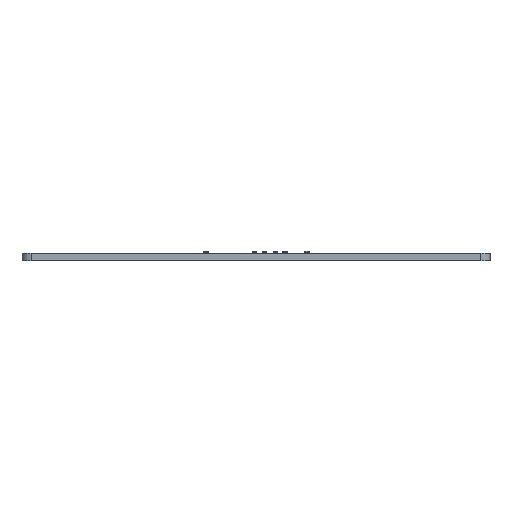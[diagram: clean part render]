
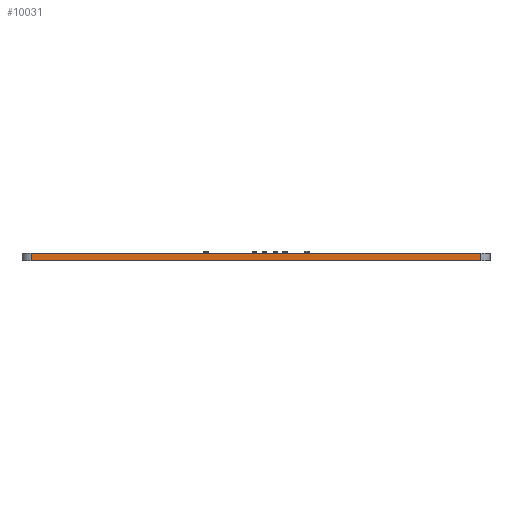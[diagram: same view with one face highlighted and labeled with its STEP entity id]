
A CAD part, left-side view. The second image highlights one B-rep face of the part: STEP entity #10031.
In plain terms, the highlighted planar face has unit normal (-1, 0, 0).
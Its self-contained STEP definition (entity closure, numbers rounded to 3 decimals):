
#1718 = PLANE('',#1719);
#1719 = AXIS2_PLACEMENT_3D('',#1720,#1721,#1722);
#1720 = CARTESIAN_POINT('',(200.,-138.833,1.6));
#1721 = DIRECTION('',(-0.,-0.,-1.));
#1722 = DIRECTION('',(-1.,0.,0.));
#1772 = PLANE('',#1773);
#1773 = AXIS2_PLACEMENT_3D('',#1774,#1775,#1776);
#1774 = CARTESIAN_POINT('',(200.,-138.833,0.));
#1775 = DIRECTION('',(-0.,-0.,-1.));
#1776 = DIRECTION('',(-1.,0.,0.));
#3020 = VERTEX_POINT('',#3021);
#3021 = CARTESIAN_POINT('',(150.,-198.,0.));
#3040 = CYLINDRICAL_SURFACE('',#3041,2.);
#3041 = AXIS2_PLACEMENT_3D('',#3042,#3043,#3044);
#3042 = CARTESIAN_POINT('',(152.,-198.,0.));
#3043 = DIRECTION('',(-0.,-0.,-1.));
#3044 = DIRECTION('',(1.,0.,-0.));
#3052 = EDGE_CURVE('',#3020,#3053,#3055,.T.);
#3053 = VERTEX_POINT('',#3054);
#3054 = CARTESIAN_POINT('',(150.,-102.,0.));
#3055 = SURFACE_CURVE('',#3056,(#3060,#3067),.PCURVE_S1.);
#3056 = LINE('',#3057,#3058);
#3057 = CARTESIAN_POINT('',(150.,-198.,0.));
#3058 = VECTOR('',#3059,1.);
#3059 = DIRECTION('',(0.,1.,0.));
#3060 = PCURVE('',#1772,#3061);
#3061 = DEFINITIONAL_REPRESENTATION('',(#3062),#3066);
#3062 = LINE('',#3063,#3064);
#3063 = CARTESIAN_POINT('',(50.,-59.167));
#3064 = VECTOR('',#3065,1.);
#3065 = DIRECTION('',(0.,1.));
#3066 = ( GEOMETRIC_REPRESENTATION_CONTEXT(2) 
PARAMETRIC_REPRESENTATION_CONTEXT() REPRESENTATION_CONTEXT('2D SPACE',''
  ) );
#3067 = PCURVE('',#3068,#3073);
#3068 = PLANE('',#3069);
#3069 = AXIS2_PLACEMENT_3D('',#3070,#3071,#3072);
#3070 = CARTESIAN_POINT('',(150.,-198.,0.));
#3071 = DIRECTION('',(-1.,0.,0.));
#3072 = DIRECTION('',(0.,1.,0.));
#3073 = DEFINITIONAL_REPRESENTATION('',(#3074),#3078);
#3074 = LINE('',#3075,#3076);
#3075 = CARTESIAN_POINT('',(0.,0.));
#3076 = VECTOR('',#3077,1.);
#3077 = DIRECTION('',(1.,0.));
#3078 = ( GEOMETRIC_REPRESENTATION_CONTEXT(2) 
PARAMETRIC_REPRESENTATION_CONTEXT() REPRESENTATION_CONTEXT('2D SPACE',''
  ) );
#3101 = CYLINDRICAL_SURFACE('',#3102,2.);
#3102 = AXIS2_PLACEMENT_3D('',#3103,#3104,#3105);
#3103 = CARTESIAN_POINT('',(152.,-102.,0.));
#3104 = DIRECTION('',(-0.,-0.,-1.));
#3105 = DIRECTION('',(1.,0.,-0.));
#6660 = VERTEX_POINT('',#6661);
#6661 = CARTESIAN_POINT('',(150.,-198.,1.6));
#6687 = EDGE_CURVE('',#6660,#6688,#6690,.T.);
#6688 = VERTEX_POINT('',#6689);
#6689 = CARTESIAN_POINT('',(150.,-102.,1.6));
#6690 = SURFACE_CURVE('',#6691,(#6695,#6702),.PCURVE_S1.);
#6691 = LINE('',#6692,#6693);
#6692 = CARTESIAN_POINT('',(150.,-198.,1.6));
#6693 = VECTOR('',#6694,1.);
#6694 = DIRECTION('',(0.,1.,0.));
#6695 = PCURVE('',#1718,#6696);
#6696 = DEFINITIONAL_REPRESENTATION('',(#6697),#6701);
#6697 = LINE('',#6698,#6699);
#6698 = CARTESIAN_POINT('',(50.,-59.167));
#6699 = VECTOR('',#6700,1.);
#6700 = DIRECTION('',(0.,1.));
#6701 = ( GEOMETRIC_REPRESENTATION_CONTEXT(2) 
PARAMETRIC_REPRESENTATION_CONTEXT() REPRESENTATION_CONTEXT('2D SPACE',''
  ) );
#6702 = PCURVE('',#3068,#6703);
#6703 = DEFINITIONAL_REPRESENTATION('',(#6704),#6708);
#6704 = LINE('',#6705,#6706);
#6705 = CARTESIAN_POINT('',(0.,-1.6));
#6706 = VECTOR('',#6707,1.);
#6707 = DIRECTION('',(1.,0.));
#6708 = ( GEOMETRIC_REPRESENTATION_CONTEXT(2) 
PARAMETRIC_REPRESENTATION_CONTEXT() REPRESENTATION_CONTEXT('2D SPACE',''
  ) );
#9983 = EDGE_CURVE('',#3053,#6688,#9984,.T.);
#9984 = SURFACE_CURVE('',#9985,(#9989,#9996),.PCURVE_S1.);
#9985 = LINE('',#9986,#9987);
#9986 = CARTESIAN_POINT('',(150.,-102.,0.));
#9987 = VECTOR('',#9988,1.);
#9988 = DIRECTION('',(0.,0.,1.));
#9989 = PCURVE('',#3101,#9990);
#9990 = DEFINITIONAL_REPRESENTATION('',(#9991),#9995);
#9991 = LINE('',#9992,#9993);
#9992 = CARTESIAN_POINT('',(-3.142,0.));
#9993 = VECTOR('',#9994,1.);
#9994 = DIRECTION('',(-0.,-1.));
#9995 = ( GEOMETRIC_REPRESENTATION_CONTEXT(2) 
PARAMETRIC_REPRESENTATION_CONTEXT() REPRESENTATION_CONTEXT('2D SPACE',''
  ) );
#9996 = PCURVE('',#3068,#9997);
#9997 = DEFINITIONAL_REPRESENTATION('',(#9998),#10002);
#9998 = LINE('',#9999,#10000);
#9999 = CARTESIAN_POINT('',(96.,0.));
#10000 = VECTOR('',#10001,1.);
#10001 = DIRECTION('',(0.,-1.));
#10002 = ( GEOMETRIC_REPRESENTATION_CONTEXT(2) 
PARAMETRIC_REPRESENTATION_CONTEXT() REPRESENTATION_CONTEXT('2D SPACE',''
  ) );
#10031 = ADVANCED_FACE('',(#10032),#3068,.T.);
#10032 = FACE_BOUND('',#10033,.T.);
#10033 = EDGE_LOOP('',(#10034,#10055,#10056,#10057));
#10034 = ORIENTED_EDGE('',*,*,#10035,.T.);
#10035 = EDGE_CURVE('',#3020,#6660,#10036,.T.);
#10036 = SURFACE_CURVE('',#10037,(#10041,#10048),.PCURVE_S1.);
#10037 = LINE('',#10038,#10039);
#10038 = CARTESIAN_POINT('',(150.,-198.,0.));
#10039 = VECTOR('',#10040,1.);
#10040 = DIRECTION('',(0.,0.,1.));
#10041 = PCURVE('',#3068,#10042);
#10042 = DEFINITIONAL_REPRESENTATION('',(#10043),#10047);
#10043 = LINE('',#10044,#10045);
#10044 = CARTESIAN_POINT('',(0.,0.));
#10045 = VECTOR('',#10046,1.);
#10046 = DIRECTION('',(0.,-1.));
#10047 = ( GEOMETRIC_REPRESENTATION_CONTEXT(2) 
PARAMETRIC_REPRESENTATION_CONTEXT() REPRESENTATION_CONTEXT('2D SPACE',''
  ) );
#10048 = PCURVE('',#3040,#10049);
#10049 = DEFINITIONAL_REPRESENTATION('',(#10050),#10054);
#10050 = LINE('',#10051,#10052);
#10051 = CARTESIAN_POINT('',(-3.142,0.));
#10052 = VECTOR('',#10053,1.);
#10053 = DIRECTION('',(-0.,-1.));
#10054 = ( GEOMETRIC_REPRESENTATION_CONTEXT(2) 
PARAMETRIC_REPRESENTATION_CONTEXT() REPRESENTATION_CONTEXT('2D SPACE',''
  ) );
#10055 = ORIENTED_EDGE('',*,*,#6687,.T.);
#10056 = ORIENTED_EDGE('',*,*,#9983,.F.);
#10057 = ORIENTED_EDGE('',*,*,#3052,.F.);
